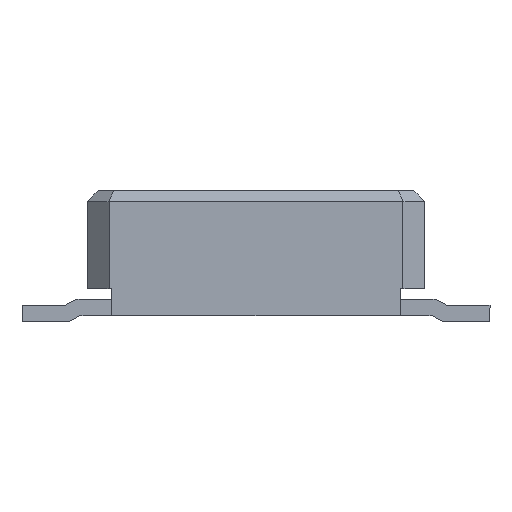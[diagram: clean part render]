
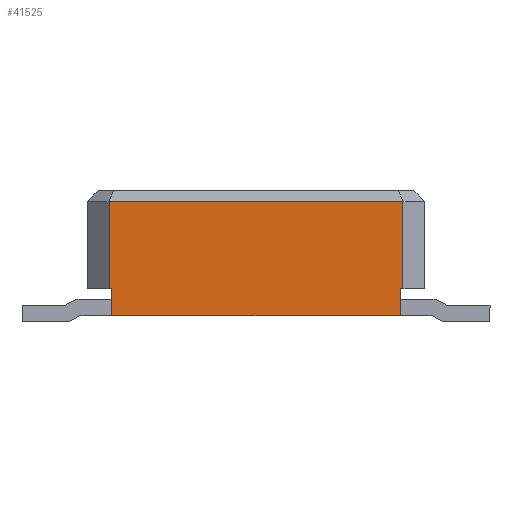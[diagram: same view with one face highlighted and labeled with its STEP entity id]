
A CAD part, front view. The second image highlights one B-rep face of the part: STEP entity #41525.
In plain terms, the highlighted face is planar.
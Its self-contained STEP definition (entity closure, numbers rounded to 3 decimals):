
#3692=ORIENTED_EDGE('',*,*,#12034,.T.);
#3693=ORIENTED_EDGE('',*,*,#11988,.T.);
#3694=ORIENTED_EDGE('',*,*,#12027,.T.);
#3695=ORIENTED_EDGE('',*,*,#12074,.T.);
#3696=ORIENTED_EDGE('',*,*,#12176,.T.);
#3697=ORIENTED_EDGE('',*,*,#12177,.T.);
#3698=ORIENTED_EDGE('',*,*,#12129,.T.);
#3699=ORIENTED_EDGE('',*,*,#12095,.T.);
#11988=EDGE_CURVE('',#16230,#16234,#18856,.T.);
#12027=EDGE_CURVE('',#16234,#16262,#18895,.T.);
#12034=EDGE_CURVE('',#16267,#16230,#18902,.T.);
#12074=EDGE_CURVE('',#16262,#16270,#18942,.T.);
#12095=EDGE_CURVE('',#16272,#16267,#18963,.T.);
#12129=EDGE_CURVE('',#16273,#16272,#18997,.T.);
#12176=EDGE_CURVE('',#16270,#16275,#19044,.T.);
#12177=EDGE_CURVE('',#16275,#16273,#19045,.T.);
#16230=VERTEX_POINT('',#57784);
#16234=VERTEX_POINT('',#57796);
#16262=VERTEX_POINT('',#57877);
#16267=VERTEX_POINT('',#57891);
#16270=VERTEX_POINT('',#57935);
#16272=VERTEX_POINT('',#57960);
#16273=VERTEX_POINT('',#57994);
#16275=VERTEX_POINT('',#58051);
#18856=LINE('',#57798,#22708);
#18895=LINE('',#57876,#22747);
#18902=LINE('',#57890,#22754);
#18942=LINE('',#57936,#22794);
#18963=LINE('',#57959,#22815);
#18997=LINE('',#57996,#22849);
#19044=LINE('',#58050,#22896);
#19045=LINE('',#58052,#22897);
#22708=VECTOR('',#48416,1000.);
#22747=VECTOR('',#48481,1000.);
#22754=VECTOR('',#48492,1000.);
#22794=VECTOR('',#48536,1000.);
#22815=VECTOR('',#48559,1000.);
#22849=VECTOR('',#48595,1000.);
#22896=VECTOR('',#48654,1000.);
#22897=VECTOR('',#48655,1000.);
#25372=EDGE_LOOP('',(#3692,#3693,#3694,#3695,#3696,#3697,#3698,#3699));
#27012=FACE_BOUND('',#25372,.T.);
#28651=PLANE('',#43651);
#41525=ADVANCED_FACE('',(#27012),#28651,.T.);
#43651=AXIS2_PLACEMENT_3D('',#58049,#48652,#48653);
#48416=DIRECTION('',(0.,-1.,0.));
#48481=DIRECTION('',(0.,0.,-1.));
#48492=DIRECTION('',(0.,0.,1.));
#48536=DIRECTION('',(0.,1.,0.));
#48559=DIRECTION('',(0.,1.,0.));
#48595=DIRECTION('',(0.,0.,1.));
#48652=DIRECTION('',(1.,0.,0.));
#48653=DIRECTION('',(0.,1.,0.));
#48654=DIRECTION('',(0.,0.,-1.));
#48655=DIRECTION('',(0.,1.,0.));
#57784=CARTESIAN_POINT('',(5.75,1.35,0.475));
#57796=CARTESIAN_POINT('',(5.75,-1.35,0.475));
#57798=CARTESIAN_POINT('',(5.75,-1.35,0.475));
#57876=CARTESIAN_POINT('',(5.75,-1.35,-0.325));
#57877=CARTESIAN_POINT('',(5.75,-1.35,-0.325));
#57890=CARTESIAN_POINT('',(5.75,1.35,0.575));
#57891=CARTESIAN_POINT('',(5.75,1.35,-0.325));
#57935=CARTESIAN_POINT('',(5.75,-1.325,-0.325));
#57936=CARTESIAN_POINT('',(5.75,-1.55,-0.325));
#57959=CARTESIAN_POINT('',(5.75,1.325,-0.325));
#57960=CARTESIAN_POINT('',(5.75,1.325,-0.325));
#57994=CARTESIAN_POINT('',(5.75,1.325,-0.575));
#57996=CARTESIAN_POINT('',(5.75,1.325,-0.575));
#58049=CARTESIAN_POINT('',(5.75,0.,0.));
#58050=CARTESIAN_POINT('',(5.75,-1.325,-0.325));
#58051=CARTESIAN_POINT('',(5.75,-1.325,-0.575));
#58052=CARTESIAN_POINT('',(5.75,-1.55,-0.575));
